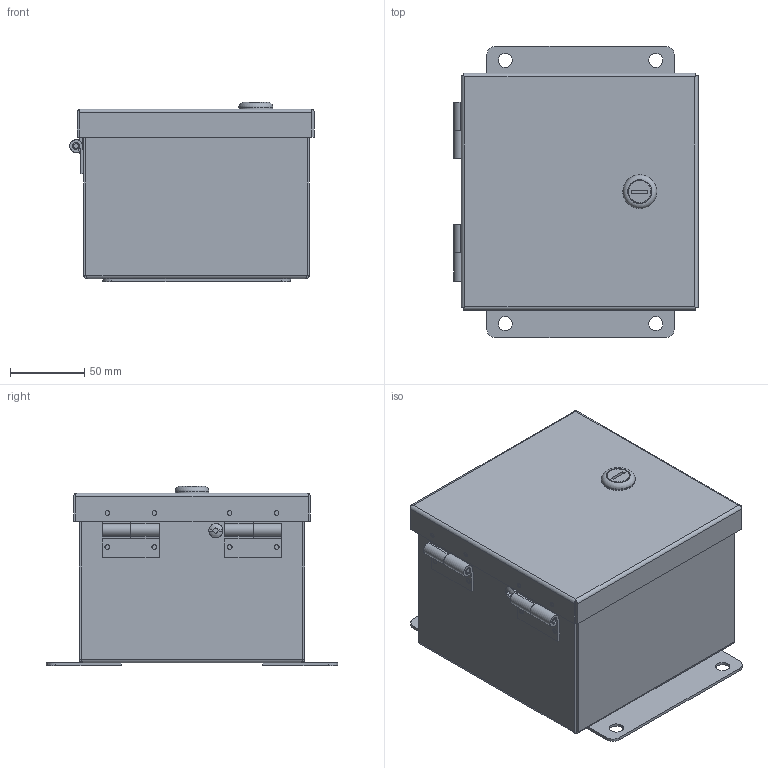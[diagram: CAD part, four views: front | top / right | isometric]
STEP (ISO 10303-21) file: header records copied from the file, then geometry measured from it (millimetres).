
FILE_DESCRIPTION( ( 'Unknown' ), '1' );
FILE_NAME( 'SR060604SS_STAINLESS-STEEL.stp', 'Unknown', ( 'Unknown' ), ( 'Unknown' ), 'PSStep 16.0.42', 'Unknown', ' ' );
FILE_SCHEMA( ( 'AUTOMOTIVE_DESIGN { 1 0 10303 214 1 1 1 1 }' ) );
Length unit declared in the file: millimetre
Products named in the file (27): LOCK AVEC TOURNEVIS TYPE 4-12 SANS CAME-oa8; HOSING-oa0; INSERT POUR TOURNEVIS-oa1; NOIX DE FIXATION-oa2; Oring-oa3; Oring-oa4; SEAL BLANC-oa5; STOPPER DESSOUS-oa6; VIS DE RETENUE DE LA CAME-oa7; A16RS; CAME RS; SR0606SS_16GA_COUVERCLE; SR0606_GASKET; SR0606SS-C_16GA; 10-32 x 0.500 AC_CD 201-008-772; Penture S Inox - Matritech - GAUCHE_porte; SR060604SS-MONO_16GA_BOITIER; SRXX06P_14GA; SR060604SS-B-MONO_16GA; 0.250-20 x 0.500.SS_CKL 118-504-201; Penture S Inox - Matritech - GAUCHE_boitier; Assem1; SR0606BP_14GA; FW_0.2500; HN_0.2500; 10-32 x 0.312-FENTE-carré; SEAL ROUGE
Assembly tree (38 placements, depth 5):
  Assem1
    SR0606BP_14GA
    FW_0.2500  x4
    HN_0.2500  x4
    10-32 x 0.312-FENTE-carré
    SEAL ROUGE
    SR060604SS-MONO_16GA_BOITIER
      SRXX06P_14GA  x2
      SR060604SS-B-MONO_16GA
      0.250-20 x 0.500.SS_CKL 118-504-201  x4
      Penture S Inox - Matritech - GAUCHE_boitier  x2
    SR0606SS_16GA_COUVERCLE
      SR0606_GASKET
      SR0606SS-C_16GA
      10-32 x 0.500 AC_CD 201-008-772
      Penture S Inox - Matritech - GAUCHE_porte  x2
      A16RS
        CAME RS
        LOCK AVEC TOURNEVIS TYPE 4-12 SANS CAME-oa8
          HOSING-oa0
          INSERT POUR TOURNEVIS-oa1
          NOIX DE FIXATION-oa2
          Oring-oa3
          Oring-oa4
          SEAL BLANC-oa5
          STOPPER DESSOUS-oa6
          VIS DE RETENUE DE LA CAME-oa7
Bounding box: 165.16 x 196.85 x 121.03 mm (x, y, z)
Volume: 336670.3 mm3; surface area: 370557.2 mm2
Topology: 34 solids, 34 shells, 1511 faces, 3581 edges, 2302 vertices
Faces by surface type: plane 924, cylinder 239, extrusion 140, bspline 126, cone 44, torus 33, sphere 5
Full cylindrical faces by diameter (mm): 0.346 x2, 0.508 x1, 0.794 x4, 3.023 x5, 3.162 x8, 3.175 x13, 3.302 x8, 4.293 x3, 4.775 x2, 4.801 x1, 4.826 x2, 5.563 x4, 5.588 x4, 5.715 x4, 5.994 x4, 6.096 x2, 6.35 x8, 6.502 x1, 6.985 x1, 7.137 x4, 9.525 x6, 9.881 x1, 10.084 x1, 11.1 x4, 11.176 x1, 11.862 x1, 12.192 x1, 12.827 x1, 15.748 x1, 15.799 x1
Entity records: 85278 total; most frequent: CARTESIAN_POINT 45101, ORIENTED_EDGE 6240, DIRECTION 4775, EDGE_CURVE 3120, VERTEX_POINT 2081, EDGE_LOOP 1727, AXIS2_PLACEMENT_3D 1618, VECTOR 1539
